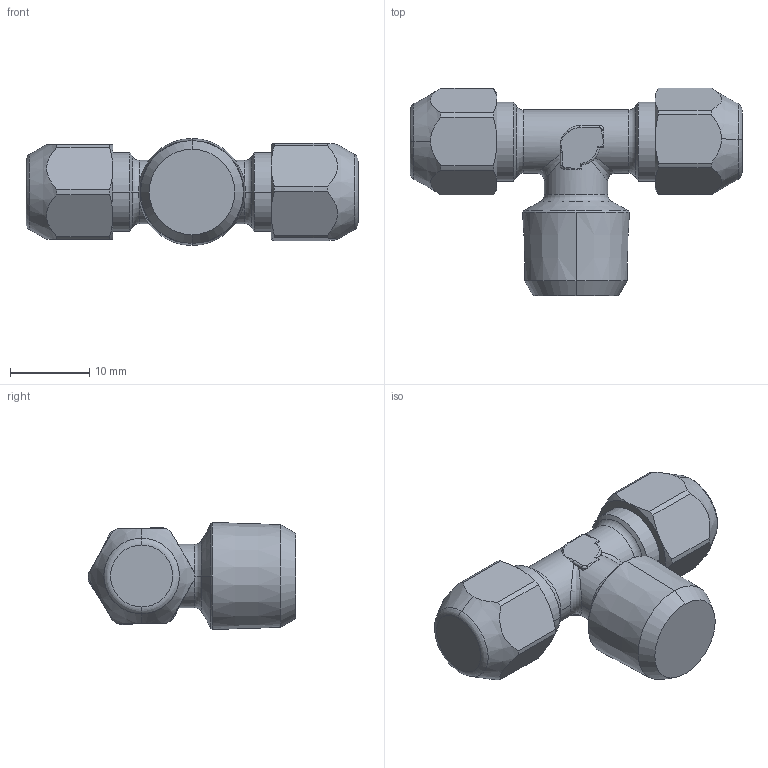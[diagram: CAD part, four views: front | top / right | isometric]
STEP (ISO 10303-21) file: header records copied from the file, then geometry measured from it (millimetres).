
FILE_DESCRIPTION (( 'STEP AP214' ), '1' );
FILE_NAME ('6120000004A.step', '2012-10-16T17:30:42', ( '' ), ( '' ), 'SwSTEP 2.0', 'SolidWorks 2012', '' );
FILE_SCHEMA (( 'AUTOMOTIVE_DESIGN' ));
Length unit declared in the file: millimetre
Products named in the file (1): 6120000004A
Bounding box: 42 x 26.25 x 13.54 mm (x, y, z)
Volume: 5444.9 mm3; surface area: 2350.7 mm2
Topology: 1 solids, 1 shells, 129 faces, 327 edges, 190 vertices
Faces by surface type: cylinder 40, plane 27, cone 26, torus 20, bspline 16
Entity records: 4478 total; most frequent: CARTESIAN_POINT 1568, ORIENTED_EDGE 630, DIRECTION 589, EDGE_CURVE 315, AXIS2_PLACEMENT_3D 252, VERTEX_POINT 190, CIRCLE 138, EDGE_LOOP 131
